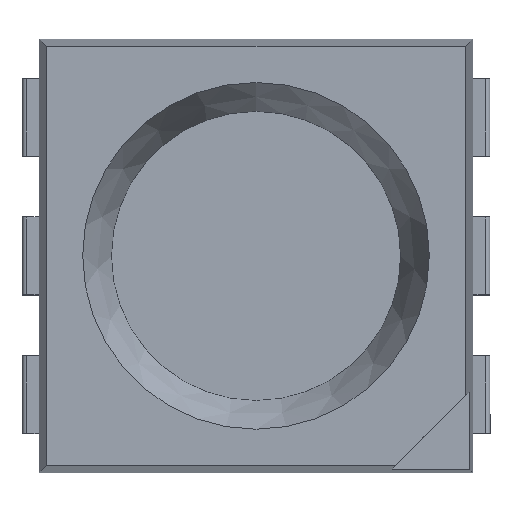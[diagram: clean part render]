
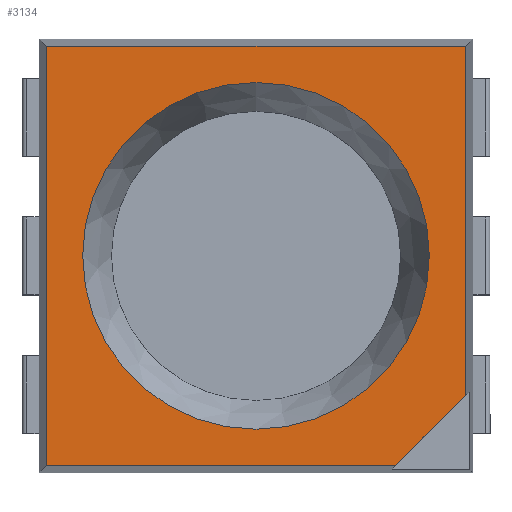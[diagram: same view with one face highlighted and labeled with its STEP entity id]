
A CAD part, top view. The second image highlights one B-rep face of the part: STEP entity #3134.
In plain terms, the highlighted planar face has unit normal (0, 0, 1).
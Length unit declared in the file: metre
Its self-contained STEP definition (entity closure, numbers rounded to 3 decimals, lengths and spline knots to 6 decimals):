
#162=CIRCLE('',#3453,0.002);
#865=ORIENTED_EDGE('',*,*,#1411,.F.);
#866=ORIENTED_EDGE('',*,*,#1415,.F.);
#867=ORIENTED_EDGE('',*,*,#1416,.F.);
#868=ORIENTED_EDGE('',*,*,#1417,.T.);
#869=ORIENTED_EDGE('',*,*,#1418,.T.);
#870=ORIENTED_EDGE('',*,*,#1419,.F.);
#1411=EDGE_CURVE('',#1739,#1740,#2054,.T.);
#1415=EDGE_CURVE('',#1743,#1739,#2058,.T.);
#1416=EDGE_CURVE('',#1744,#1743,#2059,.T.);
#1417=EDGE_CURVE('',#1744,#1745,#2060,.T.);
#1418=EDGE_CURVE('',#1745,#1740,#2061,.T.);
#1419=EDGE_CURVE('',#1746,#1746,#162,.T.);
#1739=VERTEX_POINT('',#5165);
#1740=VERTEX_POINT('',#5166);
#1743=VERTEX_POINT('',#5174);
#1744=VERTEX_POINT('',#5176);
#1745=VERTEX_POINT('',#5178);
#1746=VERTEX_POINT('',#5181);
#2054=LINE('',#5164,#2388);
#2058=LINE('',#5173,#2392);
#2059=LINE('',#5175,#2393);
#2060=LINE('',#5177,#2394);
#2061=LINE('',#5179,#2395);
#2388=VECTOR('',#4117,1.);
#2392=VECTOR('',#4123,1.);
#2393=VECTOR('',#4124,1.);
#2394=VECTOR('',#4125,1.);
#2395=VECTOR('',#4126,1.);
#2627=EDGE_LOOP('',(#865,#866,#867,#868,#869));
#2628=EDGE_LOOP('',(#870));
#2821=FACE_BOUND('',#2627,.T.);
#2822=FACE_BOUND('',#2628,.T.);
#2966=PLANE('',#3452);
#3134=ADVANCED_FACE('',(#2821,#2822),#2966,.T.);
#3452=AXIS2_PLACEMENT_3D('',#5172,#4121,#4122);
#3453=AXIS2_PLACEMENT_3D('',#5180,#4127,#4128);
#4117=DIRECTION('',(-0.707,0.707,0.));
#4121=DIRECTION('',(0.,0.,1.));
#4122=DIRECTION('',(1.,0.,0.));
#4123=DIRECTION('',(-1.,0.,0.));
#4124=DIRECTION('',(0.,-1.,0.));
#4125=DIRECTION('',(-1.,0.,0.));
#4126=DIRECTION('',(0.,-1.,0.));
#4127=DIRECTION('',(0.,0.,1.));
#4128=DIRECTION('',(1.,0.,0.));
#5164=CARTESIAN_POINT('',(-0.002014,-0.002014,0.001));
#5165=CARTESIAN_POINT('',(-0.001612,-0.002416,0.001));
#5166=CARTESIAN_POINT('',(-0.002416,-0.001612,0.001));
#5172=CARTESIAN_POINT('',(0.,0.,0.001));
#5173=CARTESIAN_POINT('',(0.,-0.002416,0.001));
#5174=CARTESIAN_POINT('',(0.002416,-0.002416,0.001));
#5175=CARTESIAN_POINT('',(0.002416,0.0025,0.001));
#5176=CARTESIAN_POINT('',(0.002416,0.002416,0.001));
#5177=CARTESIAN_POINT('',(0.,0.002416,0.001));
#5178=CARTESIAN_POINT('',(-0.002416,0.002416,0.001));
#5179=CARTESIAN_POINT('',(-0.002416,0.0025,0.001));
#5180=CARTESIAN_POINT('',(0.,0.,0.001));
#5181=CARTESIAN_POINT('',(0.002,0.,0.001));
